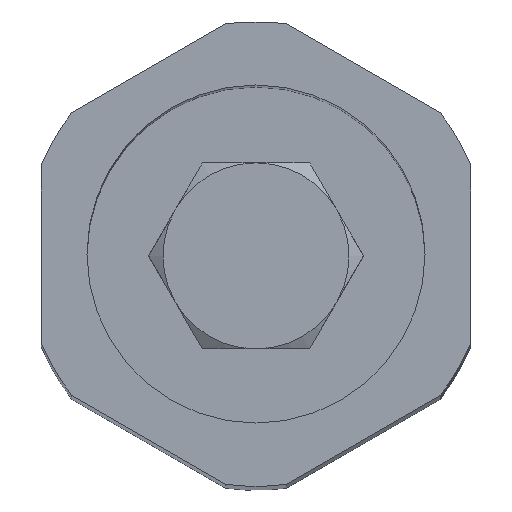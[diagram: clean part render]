
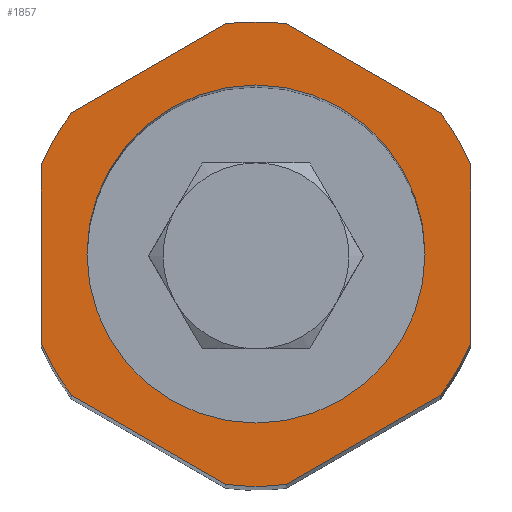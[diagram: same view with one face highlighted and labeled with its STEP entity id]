
A CAD part, top view. The second image highlights one B-rep face of the part: STEP entity #1857.
In plain terms, the highlighted planar face has unit normal (0, 0, 1).
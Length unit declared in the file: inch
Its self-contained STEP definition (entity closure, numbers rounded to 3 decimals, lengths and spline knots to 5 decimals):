
#10 = CARTESIAN_POINT ( 'NONE',  ( 0., 0., 1.3125 ) ) ;
#14 = CARTESIAN_POINT ( 'NONE',  ( -0.21471, 0.16449, 1.3125 ) ) ;
#63 = AXIS2_PLACEMENT_3D ( 'NONE', #700, #2565, #2509 ) ;
#86 = ORIENTED_EDGE ( 'NONE', *, *, #1388, .T. ) ;
#106 = VERTEX_POINT ( 'NONE', #1292 ) ;
#110 = CARTESIAN_POINT ( 'NONE',  ( 0.19685, 0., 1.3125 ) ) ;
#131 = EDGE_CURVE ( 'NONE', #2173, #453, #1340, .T. ) ;
#198 = VECTOR ( 'NONE', #799, 39.37008 ) ;
#215 = ORIENTED_EDGE ( 'NONE', *, *, #131, .T. ) ;
#223 = CARTESIAN_POINT ( 'NONE',  ( 0., 0., 1.3125 ) ) ;
#288 = AXIS2_PLACEMENT_3D ( 'NONE', #1023, #1042, #2655 ) ;
#289 = LINE ( 'NONE', #2137, #2894 ) ;
#308 = DIRECTION ( 'NONE',  ( 1., 0., 0. ) ) ;
#354 = CARTESIAN_POINT ( 'NONE',  ( 0.2498, -0.1037, 1.3125 ) ) ;
#359 = CARTESIAN_POINT ( 'NONE',  ( -0.21471, -0.16449, 1.3125 ) ) ;
#376 = ORIENTED_EDGE ( 'NONE', *, *, #2801, .F. ) ;
#378 = CARTESIAN_POINT ( 'NONE',  ( 0.2498, 0., 1.3125 ) ) ;
#394 = AXIS2_PLACEMENT_3D ( 'NONE', #979, #2547, #1190 ) ;
#396 = AXIS2_PLACEMENT_3D ( 'NONE', #2631, #796, #308 ) ;
#405 = ORIENTED_EDGE ( 'NONE', *, *, #1036, .T. ) ;
#426 = DIRECTION ( 'NONE',  ( 1., 0., 0. ) ) ;
#433 = CARTESIAN_POINT ( 'NONE',  ( -0.2498, 0.1037, 1.3125 ) ) ;
#438 = VECTOR ( 'NONE', #2435, 39.37008 ) ;
#453 = VERTEX_POINT ( 'NONE', #738 ) ;
#469 = VERTEX_POINT ( 'NONE', #2531 ) ;
#491 = LINE ( 'NONE', #915, #1019 ) ;
#497 = CIRCLE ( 'NONE', #1460, 0.19685 ) ;
#503 = ORIENTED_EDGE ( 'NONE', *, *, #777, .T. ) ;
#541 = AXIS2_PLACEMENT_3D ( 'NONE', #10, #2469, #1351 ) ;
#602 = VERTEX_POINT ( 'NONE', #1506 ) ;
#632 = DIRECTION ( 'NONE',  ( 0., 1., 0. ) ) ;
#636 = EDGE_CURVE ( 'NONE', #2489, #975, #1022, .T. ) ;
#647 = DIRECTION ( 'NONE',  ( 1., 0., 0. ) ) ;
#656 = DIRECTION ( 'NONE',  ( 0., 0., 1. ) ) ;
#684 = AXIS2_PLACEMENT_3D ( 'NONE', #1087, #1330, #647 ) ;
#700 = CARTESIAN_POINT ( 'NONE',  ( 0., 0., 1.3125 ) ) ;
#713 = CARTESIAN_POINT ( 'NONE',  ( 0., 0., 1.3125 ) ) ;
#738 = CARTESIAN_POINT ( 'NONE',  ( -0.2498, -0.1037, 1.3125 ) ) ;
#740 = CIRCLE ( 'NONE', #541, 0.27047 ) ;
#777 = EDGE_CURVE ( 'NONE', #847, #469, #2654, .T. ) ;
#796 = DIRECTION ( 'NONE',  ( 0., 0., 1. ) ) ;
#799 = DIRECTION ( 'NONE',  ( 0.866, -0.5, 0. ) ) ;
#847 = VERTEX_POINT ( 'NONE', #354 ) ;
#854 = PLANE ( 'NONE',  #2940 ) ;
#867 = FACE_BOUND ( 'NONE', #2069, .T. ) ;
#915 = CARTESIAN_POINT ( 'NONE',  ( 0.1249, 0.21634, 1.3125 ) ) ;
#928 = ORIENTED_EDGE ( 'NONE', *, *, #1912, .T. ) ;
#933 = DIRECTION ( 'NONE',  ( 1., 0., 0. ) ) ;
#975 = VERTEX_POINT ( 'NONE', #1617 ) ;
#979 = CARTESIAN_POINT ( 'NONE',  ( 0., 0., 1.3125 ) ) ;
#1019 = VECTOR ( 'NONE', #1837, 39.37008 ) ;
#1022 = LINE ( 'NONE', #1939, #198 ) ;
#1023 = CARTESIAN_POINT ( 'NONE',  ( 0., 0., 1.3125 ) ) ;
#1036 = EDGE_CURVE ( 'NONE', #602, #1882, #1926, .T. ) ;
#1042 = DIRECTION ( 'NONE',  ( 0., 0., 1. ) ) ;
#1053 = EDGE_CURVE ( 'NONE', #1785, #2102, #2832, .T. ) ;
#1087 = CARTESIAN_POINT ( 'NONE',  ( 0., 0., 1.3125 ) ) ;
#1091 = CARTESIAN_POINT ( 'NONE',  ( -0.1249, 0.21634, 1.3125 ) ) ;
#1182 = EDGE_CURVE ( 'NONE', #1882, #2275, #2960, .T. ) ;
#1190 = DIRECTION ( 'NONE',  ( 1., 0., 0. ) ) ;
#1215 = DIRECTION ( 'NONE',  ( 0.866, 0.5, 0. ) ) ;
#1256 = VECTOR ( 'NONE', #632, 39.37008 ) ;
#1285 = ORIENTED_EDGE ( 'NONE', *, *, #1053, .F. ) ;
#1292 = CARTESIAN_POINT ( 'NONE',  ( 0.21471, -0.16449, 1.3125 ) ) ;
#1317 = EDGE_CURVE ( 'NONE', #106, #847, #2115, .T. ) ;
#1330 = DIRECTION ( 'NONE',  ( 0., 0., 1. ) ) ;
#1340 = LINE ( 'NONE', #1532, #438 ) ;
#1351 = DIRECTION ( 'NONE',  ( 1., 0., 0. ) ) ;
#1388 = EDGE_CURVE ( 'NONE', #1622, #602, #491, .T. ) ;
#1425 = DIRECTION ( 'NONE',  ( 0., 0., 1. ) ) ;
#1446 = DIRECTION ( 'NONE',  ( 0., 0., 1. ) ) ;
#1460 = AXIS2_PLACEMENT_3D ( 'NONE', #713, #1446, #1632 ) ;
#1493 = EDGE_CURVE ( 'NONE', #453, #2489, #2835, .T. ) ;
#1506 = CARTESIAN_POINT ( 'NONE',  ( 0.03509, 0.26819, 1.3125 ) ) ;
#1532 = CARTESIAN_POINT ( 'NONE',  ( -0.2498, 0., 1.3125 ) ) ;
#1557 = CIRCLE ( 'NONE', #63, 0.27047 ) ;
#1590 = EDGE_LOOP ( 'NONE', ( #503, #2656, #86, #405, #1834, #928, #215, #2669, #2779, #2762, #2332, #2804 ) ) ;
#1617 = CARTESIAN_POINT ( 'NONE',  ( -0.03509, -0.26819, 1.3125 ) ) ;
#1622 = VERTEX_POINT ( 'NONE', #1767 ) ;
#1632 = DIRECTION ( 'NONE',  ( 1., 0., 0. ) ) ;
#1642 = EDGE_CURVE ( 'NONE', #469, #1622, #1978, .T. ) ;
#1767 = CARTESIAN_POINT ( 'NONE',  ( 0.21471, 0.16449, 1.3125 ) ) ;
#1785 = VERTEX_POINT ( 'NONE', #110 ) ;
#1834 = ORIENTED_EDGE ( 'NONE', *, *, #1182, .T. ) ;
#1837 = DIRECTION ( 'NONE',  ( -0.866, 0.5, 0. ) ) ;
#1857 = ADVANCED_FACE ( 'NONE', ( #867, #2253 ), #854, .T. ) ;
#1882 = VERTEX_POINT ( 'NONE', #2038 ) ;
#1912 = EDGE_CURVE ( 'NONE', #2275, #2173, #1557, .T. ) ;
#1926 = CIRCLE ( 'NONE', #394, 0.27047 ) ;
#1939 = CARTESIAN_POINT ( 'NONE',  ( -0.1249, -0.21634, 1.3125 ) ) ;
#1978 = CIRCLE ( 'NONE', #684, 0.27047 ) ;
#2016 = DIRECTION ( 'NONE',  ( -0.866, -0.5, 0. ) ) ;
#2038 = CARTESIAN_POINT ( 'NONE',  ( -0.03509, 0.26819, 1.3125 ) ) ;
#2069 = EDGE_LOOP ( 'NONE', ( #1285, #376 ) ) ;
#2102 = VERTEX_POINT ( 'NONE', #2836 ) ;
#2115 = CIRCLE ( 'NONE', #2786, 0.27047 ) ;
#2137 = CARTESIAN_POINT ( 'NONE',  ( 0.1249, -0.21634, 1.3125 ) ) ;
#2150 = VERTEX_POINT ( 'NONE', #2639 ) ;
#2173 = VERTEX_POINT ( 'NONE', #433 ) ;
#2253 = FACE_OUTER_BOUND ( 'NONE', #1590, .T. ) ;
#2275 = VERTEX_POINT ( 'NONE', #14 ) ;
#2332 = ORIENTED_EDGE ( 'NONE', *, *, #2424, .T. ) ;
#2424 = EDGE_CURVE ( 'NONE', #2150, #106, #289, .T. ) ;
#2435 = DIRECTION ( 'NONE',  ( 0., -1., 0. ) ) ;
#2469 = DIRECTION ( 'NONE',  ( 0., 0., 1. ) ) ;
#2489 = VERTEX_POINT ( 'NONE', #359 ) ;
#2509 = DIRECTION ( 'NONE',  ( 1., 0., 0. ) ) ;
#2531 = CARTESIAN_POINT ( 'NONE',  ( 0.2498, 0.1037, 1.3125 ) ) ;
#2547 = DIRECTION ( 'NONE',  ( 0., 0., 1. ) ) ;
#2565 = DIRECTION ( 'NONE',  ( 0., 0., 1. ) ) ;
#2631 = CARTESIAN_POINT ( 'NONE',  ( 0., 0., 1.3125 ) ) ;
#2637 = EDGE_CURVE ( 'NONE', #975, #2150, #740, .T. ) ;
#2639 = CARTESIAN_POINT ( 'NONE',  ( 0.03509, -0.26819, 1.3125 ) ) ;
#2654 = LINE ( 'NONE', #378, #1256 ) ;
#2655 = DIRECTION ( 'NONE',  ( 1., 0., 0. ) ) ;
#2656 = ORIENTED_EDGE ( 'NONE', *, *, #1642, .T. ) ;
#2669 = ORIENTED_EDGE ( 'NONE', *, *, #1493, .T. ) ;
#2762 = ORIENTED_EDGE ( 'NONE', *, *, #2637, .T. ) ;
#2779 = ORIENTED_EDGE ( 'NONE', *, *, #636, .T. ) ;
#2784 = VECTOR ( 'NONE', #2016, 39.37008 ) ;
#2786 = AXIS2_PLACEMENT_3D ( 'NONE', #223, #1425, #933 ) ;
#2801 = EDGE_CURVE ( 'NONE', #2102, #1785, #497, .T. ) ;
#2804 = ORIENTED_EDGE ( 'NONE', *, *, #1317, .T. ) ;
#2832 = CIRCLE ( 'NONE', #288, 0.19685 ) ;
#2835 = CIRCLE ( 'NONE', #396, 0.27047 ) ;
#2836 = CARTESIAN_POINT ( 'NONE',  ( -0.19685, 0., 1.3125 ) ) ;
#2894 = VECTOR ( 'NONE', #1215, 39.37008 ) ;
#2917 = CARTESIAN_POINT ( 'NONE',  ( 0., 0., 1.3125 ) ) ;
#2940 = AXIS2_PLACEMENT_3D ( 'NONE', #2917, #656, #426 ) ;
#2960 = LINE ( 'NONE', #1091, #2784 ) ;
